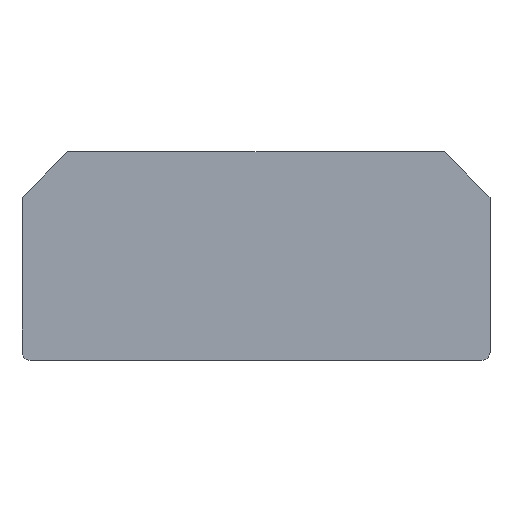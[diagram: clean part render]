
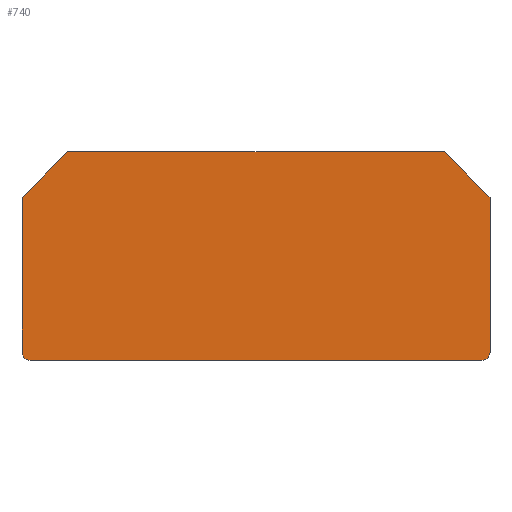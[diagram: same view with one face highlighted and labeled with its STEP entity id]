
A CAD part, top view. The second image highlights one B-rep face of the part: STEP entity #740.
In plain terms, the highlighted planar face has unit normal (0, 0, 1).
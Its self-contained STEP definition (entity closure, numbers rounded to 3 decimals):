
#10=CARTESIAN_POINT('',(0.,0.,2.5));
#20=DIRECTION('',(0.,0.,1.));
#30=DIRECTION('',(1.,0.,0.));
#40=AXIS2_PLACEMENT_3D('',#10,#20,#30);
#50=PLANE('',#40);
#60=CARTESIAN_POINT('',(375.303,151.873,2.5));
#70=DIRECTION('',(0.,1.,0.));
#80=VECTOR('',#70,1.);
#90=LINE('',#60,#80);
#100=CARTESIAN_POINT('',(375.303,151.873,2.5));
#110=VERTEX_POINT('',#100);
#120=CARTESIAN_POINT('',(375.303,170.373,2.5));
#130=VERTEX_POINT('',#120);
#140=EDGE_CURVE('',#110,#130,#90,.T.);
#150=ORIENTED_EDGE('',*,*,#140,.T.);
#160=CARTESIAN_POINT('',(374.303,151.873,2.5));
#170=DIRECTION('',(0.,0.,1.));
#180=DIRECTION('',(1.,0.,0.));
#190=AXIS2_PLACEMENT_3D('',#160,#170,#180);
#200=CIRCLE('',#190,1.);
#210=CARTESIAN_POINT('',(374.303,150.873,2.5));
#220=VERTEX_POINT('',#210);
#230=EDGE_CURVE('',#220,#110,#200,.T.);
#240=ORIENTED_EDGE('',*,*,#230,.T.);
#250=CARTESIAN_POINT('',(347.303,150.873,2.5));
#260=DIRECTION('',(1.,0.,0.));
#270=VECTOR('',#260,1.);
#280=LINE('',#250,#270);
#290=CARTESIAN_POINT('',(320.303,150.873,2.5));
#300=VERTEX_POINT('',#290);
#310=EDGE_CURVE('',#300,#220,#280,.T.);
#320=ORIENTED_EDGE('',*,*,#310,.T.);
#330=CARTESIAN_POINT('',(320.303,151.873,2.5));
#340=DIRECTION('',(0.,0.,1.));
#350=DIRECTION('',(1.,0.,0.));
#360=AXIS2_PLACEMENT_3D('',#330,#340,#350);
#370=CIRCLE('',#360,1.);
#380=CARTESIAN_POINT('',(319.303,151.873,2.5));
#390=VERTEX_POINT('',#380);
#400=EDGE_CURVE('',#390,#300,#370,.T.);
#410=ORIENTED_EDGE('',*,*,#400,.T.);
#420=CARTESIAN_POINT('',(319.303,170.373,2.5));
#430=DIRECTION('',(0.,-1.,0.));
#440=VECTOR('',#430,1.);
#450=LINE('',#420,#440);
#460=CARTESIAN_POINT('',(319.303,170.373,2.5));
#470=VERTEX_POINT('',#460);
#480=EDGE_CURVE('',#470,#390,#450,.T.);
#490=ORIENTED_EDGE('',*,*,#480,.T.);
#500=CARTESIAN_POINT('',(324.803,175.873,2.5));
#510=DIRECTION('',(-0.707,-0.707,0.));
#520=VECTOR('',#510,1.);
#530=LINE('',#500,#520);
#540=CARTESIAN_POINT('',(324.803,175.873,2.5));
#550=VERTEX_POINT('',#540);
#560=EDGE_CURVE('',#550,#470,#530,.T.);
#570=ORIENTED_EDGE('',*,*,#560,.T.);
#580=CARTESIAN_POINT('',(347.303,175.873,2.5));
#590=DIRECTION('',(-1.,0.,0.));
#600=VECTOR('',#590,1.);
#610=LINE('',#580,#600);
#620=CARTESIAN_POINT('',(369.803,175.873,2.5));
#630=VERTEX_POINT('',#620);
#640=EDGE_CURVE('',#630,#550,#610,.T.);
#650=ORIENTED_EDGE('',*,*,#640,.T.);
#660=CARTESIAN_POINT('',(375.303,170.373,2.5));
#670=DIRECTION('',(-0.707,0.707,0.));
#680=VECTOR('',#670,1.);
#690=LINE('',#660,#680);
#700=EDGE_CURVE('',#130,#630,#690,.T.);
#710=ORIENTED_EDGE('',*,*,#700,.T.);
#720=EDGE_LOOP('',(#710,#650,#570,#490,#410,#320,#240,#150));
#730=FACE_OUTER_BOUND('',#720,.T.);
#740=ADVANCED_FACE('',(#730),#50,.T.);
